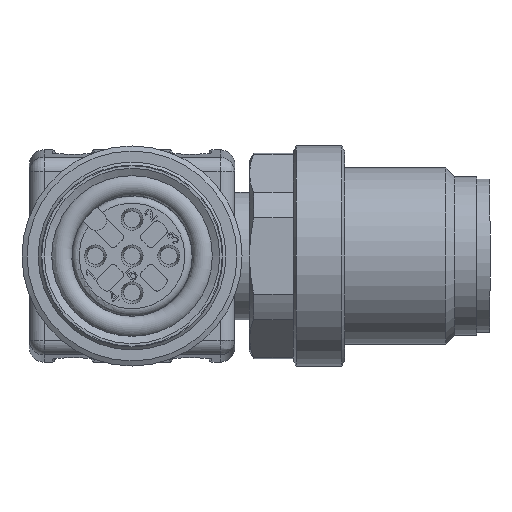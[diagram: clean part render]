
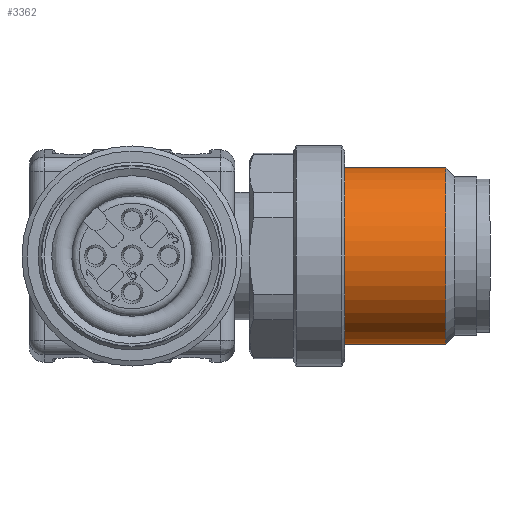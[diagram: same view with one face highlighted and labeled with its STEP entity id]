
A CAD part, left-side view. The second image highlights one B-rep face of the part: STEP entity #3362.
In plain terms, the highlighted cylindrical face has radius 6 mm (diameter 12 mm), a full revolution.
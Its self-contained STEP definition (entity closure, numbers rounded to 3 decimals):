
#2923=CYLINDRICAL_SURFACE('',#11095,6.);
#3362=ADVANCED_FACE('',(#3795,#3796),#2923,.T.);
#3795=FACE_BOUND('',#4289,.T.);
#3796=FACE_BOUND('',#4290,.T.);
#4289=EDGE_LOOP('',(#6333));
#4290=EDGE_LOOP('',(#6334));
#6333=ORIENTED_EDGE('',*,*,#9385,.F.);
#6334=ORIENTED_EDGE('',*,*,#9384,.T.);
#8149=VERTEX_POINT('',#18176);
#8150=VERTEX_POINT('',#18179);
#9384=EDGE_CURVE('',#8149,#8149,#10276,.T.);
#9385=EDGE_CURVE('',#8150,#8150,#10277,.T.);
#10276=CIRCLE('',#11092,6.);
#10277=CIRCLE('',#11094,6.);
#11092=AXIS2_PLACEMENT_3D('',#18175,#13207,#13208);
#11094=AXIS2_PLACEMENT_3D('',#18178,#13211,#13212);
#11095=AXIS2_PLACEMENT_3D('',#18180,#13213,#13214);
#13207=DIRECTION('',(0.,-1.,0.));
#13208=DIRECTION('',(0.5,0.,-0.866));
#13211=DIRECTION('',(0.,-1.,0.));
#13212=DIRECTION('',(0.5,0.,-0.866));
#13213=DIRECTION('',(0.,-1.,0.));
#13214=DIRECTION('',(0.5,0.,-0.866));
#18175=CARTESIAN_POINT('',(174.601,-14.5,0.));
#18176=CARTESIAN_POINT('',(177.601,-14.5,-5.196));
#18178=CARTESIAN_POINT('',(174.601,-21.4,0.));
#18179=CARTESIAN_POINT('',(177.601,-21.4,-5.196));
#18180=CARTESIAN_POINT('',(174.601,-23.5,0.));
